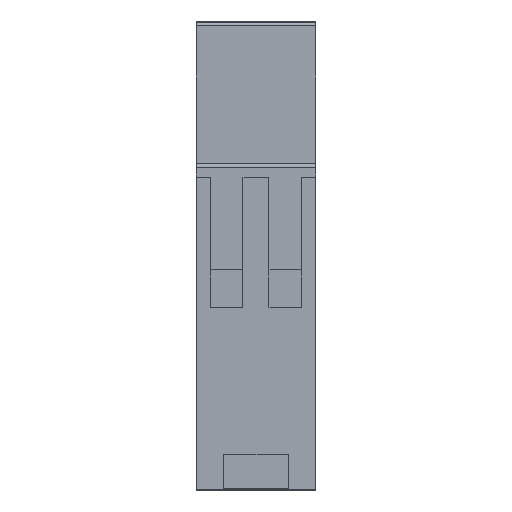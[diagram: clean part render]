
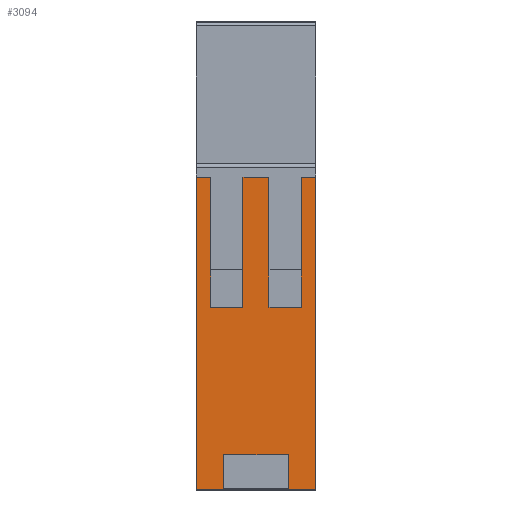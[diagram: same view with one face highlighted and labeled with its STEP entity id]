
A CAD part, front view. The second image highlights one B-rep face of the part: STEP entity #3094.
In plain terms, the highlighted planar face has unit normal (0, -1, 0).
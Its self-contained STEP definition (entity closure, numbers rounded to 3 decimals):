
#138=PLANE('',#4988);
#238=FACE_BOUND('',#642,.T.);
#239=FACE_BOUND('',#643,.T.);
#395=FACE_OUTER_BOUND('',#641,.T.);
#641=EDGE_LOOP('',(#2372,#2373,#2374,#2375,#2376,#2377,#2378,#2379,#2380,
#2381,#2382,#2383));
#642=EDGE_LOOP('',(#2384,#2385,#2386,#2387));
#643=EDGE_LOOP('',(#2388,#2389,#2390,#2391));
#908=VERTEX_POINT('',#6695);
#909=VERTEX_POINT('',#6697);
#910=VERTEX_POINT('',#6701);
#911=VERTEX_POINT('',#6703);
#912=VERTEX_POINT('',#6707);
#915=VERTEX_POINT('',#6715);
#916=VERTEX_POINT('',#6719);
#919=VERTEX_POINT('',#6725);
#1087=VERTEX_POINT('',#7231);
#1089=VERTEX_POINT('',#7234);
#1091=VERTEX_POINT('',#7240);
#1092=VERTEX_POINT('',#7243);
#1093=VERTEX_POINT('',#7249);
#1094=VERTEX_POINT('',#7250);
#1095=VERTEX_POINT('',#7252);
#1096=VERTEX_POINT('',#7255);
#1097=VERTEX_POINT('',#7257);
#1098=VERTEX_POINT('',#7259);
#1099=VERTEX_POINT('',#7261);
#1100=VERTEX_POINT('',#7263);
#1306=EDGE_CURVE('',#909,#908,#3614,.T.);
#1308=EDGE_CURVE('',#911,#910,#3616,.T.);
#1310=EDGE_CURVE('',#911,#912,#3618,.T.);
#1315=EDGE_CURVE('',#915,#909,#3623,.T.);
#1316=EDGE_CURVE('',#916,#908,#3624,.T.);
#1320=EDGE_CURVE('',#910,#919,#3628,.T.);
#1569=EDGE_CURVE('',#1089,#1087,#3867,.T.);
#1575=EDGE_CURVE('',#1091,#1092,#3873,.T.);
#1576=EDGE_CURVE('',#1092,#1089,#3874,.T.);
#1577=EDGE_CURVE('',#1093,#1094,#3875,.T.);
#1578=EDGE_CURVE('',#1093,#1095,#3876,.T.);
#1579=EDGE_CURVE('',#1095,#1091,#3877,.T.);
#1580=EDGE_CURVE('',#1087,#1096,#3878,.T.);
#1581=EDGE_CURVE('',#1096,#1097,#3879,.T.);
#1582=EDGE_CURVE('',#1097,#1098,#3880,.T.);
#1583=EDGE_CURVE('',#1098,#1099,#3881,.T.);
#1584=EDGE_CURVE('',#1099,#1100,#3882,.T.);
#1585=EDGE_CURVE('',#1094,#1100,#3883,.T.);
#1586=EDGE_CURVE('',#915,#916,#3884,.T.);
#1587=EDGE_CURVE('',#912,#919,#3885,.T.);
#2372=ORIENTED_EDGE('',*,*,#1577,.F.);
#2373=ORIENTED_EDGE('',*,*,#1578,.T.);
#2374=ORIENTED_EDGE('',*,*,#1579,.T.);
#2375=ORIENTED_EDGE('',*,*,#1575,.T.);
#2376=ORIENTED_EDGE('',*,*,#1576,.T.);
#2377=ORIENTED_EDGE('',*,*,#1569,.T.);
#2378=ORIENTED_EDGE('',*,*,#1580,.T.);
#2379=ORIENTED_EDGE('',*,*,#1581,.T.);
#2380=ORIENTED_EDGE('',*,*,#1582,.T.);
#2381=ORIENTED_EDGE('',*,*,#1583,.T.);
#2382=ORIENTED_EDGE('',*,*,#1584,.T.);
#2383=ORIENTED_EDGE('',*,*,#1585,.F.);
#2384=ORIENTED_EDGE('',*,*,#1315,.F.);
#2385=ORIENTED_EDGE('',*,*,#1586,.T.);
#2386=ORIENTED_EDGE('',*,*,#1316,.T.);
#2387=ORIENTED_EDGE('',*,*,#1306,.F.);
#2388=ORIENTED_EDGE('',*,*,#1308,.T.);
#2389=ORIENTED_EDGE('',*,*,#1320,.T.);
#2390=ORIENTED_EDGE('',*,*,#1587,.F.);
#2391=ORIENTED_EDGE('',*,*,#1310,.F.);
#3094=ADVANCED_FACE('',(#395,#238,#239),#138,.T.);
#3614=LINE('',#6699,#4268);
#3616=LINE('',#6704,#4270);
#3618=LINE('',#6708,#4272);
#3623=LINE('',#6717,#4277);
#3624=LINE('',#6720,#4278);
#3628=LINE('',#6727,#4282);
#3867=LINE('',#7235,#4521);
#3873=LINE('',#7245,#4527);
#3874=LINE('',#7247,#4528);
#3875=LINE('',#7251,#4529);
#3876=LINE('',#7253,#4530);
#3877=LINE('',#7254,#4531);
#3878=LINE('',#7256,#4532);
#3879=LINE('',#7258,#4533);
#3880=LINE('',#7260,#4534);
#3881=LINE('',#7262,#4535);
#3882=LINE('',#7264,#4536);
#3883=LINE('',#7265,#4537);
#3884=LINE('',#7266,#4538);
#3885=LINE('',#7267,#4539);
#4268=VECTOR('',#5346,1.);
#4270=VECTOR('',#5350,1.);
#4272=VECTOR('',#5354,1.);
#4277=VECTOR('',#5361,1.);
#4278=VECTOR('',#5364,1.);
#4282=VECTOR('',#5368,1.);
#4521=VECTOR('',#5805,1.);
#4527=VECTOR('',#5813,1.);
#4528=VECTOR('',#5816,1.);
#4529=VECTOR('',#5819,1.);
#4530=VECTOR('',#5820,1.);
#4531=VECTOR('',#5821,1.);
#4532=VECTOR('',#5822,1.);
#4533=VECTOR('',#5823,1.);
#4534=VECTOR('',#5824,1.);
#4535=VECTOR('',#5825,1.);
#4536=VECTOR('',#5826,1.);
#4537=VECTOR('',#5827,1.);
#4538=VECTOR('',#5828,1.);
#4539=VECTOR('',#5829,1.);
#4988=AXIS2_PLACEMENT_3D('',#7248,#5817,#5818);
#5346=DIRECTION('',(0.,0.,-1.));
#5350=DIRECTION('',(0.,0.,-1.));
#5354=DIRECTION('',(-1.,0.,0.));
#5361=DIRECTION('',(-1.,0.,0.));
#5364=DIRECTION('',(-1.,0.,0.));
#5368=DIRECTION('',(-1.,0.,0.));
#5805=DIRECTION('',(0.,0.,1.));
#5813=DIRECTION('',(0.,0.,-1.));
#5816=DIRECTION('',(-1.,0.,0.));
#5817=DIRECTION('center_axis',(0.,-1.,0.));
#5818=DIRECTION('ref_axis',(0.,0.,1.));
#5819=DIRECTION('',(-1.,0.,0.));
#5820=DIRECTION('',(0.,0.,1.));
#5821=DIRECTION('',(-1.,0.,0.));
#5822=DIRECTION('',(-1.,0.,0.));
#5823=DIRECTION('',(0.,0.,-1.));
#5824=DIRECTION('',(-1.,0.,0.));
#5825=DIRECTION('',(0.,0.,1.));
#5826=DIRECTION('',(-1.,0.,0.));
#5827=DIRECTION('',(0.,0.,1.));
#5828=DIRECTION('',(0.,0.,-1.));
#5829=DIRECTION('',(0.,0.,-1.));
#6695=CARTESIAN_POINT('',(10.,-37.55,0.2));
#6697=CARTESIAN_POINT('',(10.,-37.55,3.6));
#6699=CARTESIAN_POINT('',(10.,-37.55,3.6));
#6701=CARTESIAN_POINT('',(5.6,-37.55,0.2));
#6703=CARTESIAN_POINT('',(5.6,-37.55,3.6));
#6704=CARTESIAN_POINT('',(5.6,-37.55,3.6));
#6707=CARTESIAN_POINT('',(3.6,-37.55,3.6));
#6708=CARTESIAN_POINT('',(12.,-37.55,3.6));
#6715=CARTESIAN_POINT('',(12.,-37.55,3.6));
#6717=CARTESIAN_POINT('',(12.,-37.55,3.6));
#6719=CARTESIAN_POINT('',(12.,-37.55,0.2));
#6720=CARTESIAN_POINT('',(12.,-37.55,0.2));
#6725=CARTESIAN_POINT('',(3.6,-37.55,0.2));
#6727=CARTESIAN_POINT('',(12.,-37.55,0.2));
#7231=CARTESIAN_POINT('',(9.5,-37.55,40.9));
#7234=CARTESIAN_POINT('',(9.5,-37.55,23.9));
#7235=CARTESIAN_POINT('',(9.5,-37.55,20.45));
#7240=CARTESIAN_POINT('',(13.7,-37.55,40.9));
#7243=CARTESIAN_POINT('',(13.7,-37.55,23.9));
#7245=CARTESIAN_POINT('',(13.7,-37.55,20.45));
#7247=CARTESIAN_POINT('',(13.6,-37.55,23.9));
#7248=CARTESIAN_POINT('Origin',(15.6,-37.55,0.));
#7249=CARTESIAN_POINT('',(15.6,-37.55,0.));
#7250=CARTESIAN_POINT('',(0.,-37.55,0.));
#7251=CARTESIAN_POINT('',(15.6,-37.55,0.));
#7252=CARTESIAN_POINT('',(15.6,-37.55,40.9));
#7253=CARTESIAN_POINT('',(15.6,-37.55,0.));
#7254=CARTESIAN_POINT('',(15.6,-37.55,40.9));
#7255=CARTESIAN_POINT('',(6.1,-37.55,40.9));
#7256=CARTESIAN_POINT('',(15.6,-37.55,40.9));
#7257=CARTESIAN_POINT('',(6.1,-37.55,23.9));
#7258=CARTESIAN_POINT('',(6.1,-37.55,20.45));
#7259=CARTESIAN_POINT('',(1.9,-37.55,23.9));
#7260=CARTESIAN_POINT('',(9.8,-37.55,23.9));
#7261=CARTESIAN_POINT('',(1.9,-37.55,40.9));
#7262=CARTESIAN_POINT('',(1.9,-37.55,20.45));
#7263=CARTESIAN_POINT('',(0.,-37.55,40.9));
#7264=CARTESIAN_POINT('',(15.6,-37.55,40.9));
#7265=CARTESIAN_POINT('',(0.,-37.55,0.));
#7266=CARTESIAN_POINT('',(12.,-37.55,3.6));
#7267=CARTESIAN_POINT('',(3.6,-37.55,3.6));
